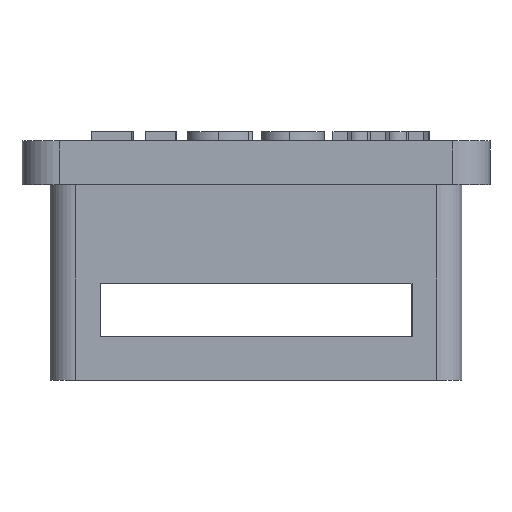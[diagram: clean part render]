
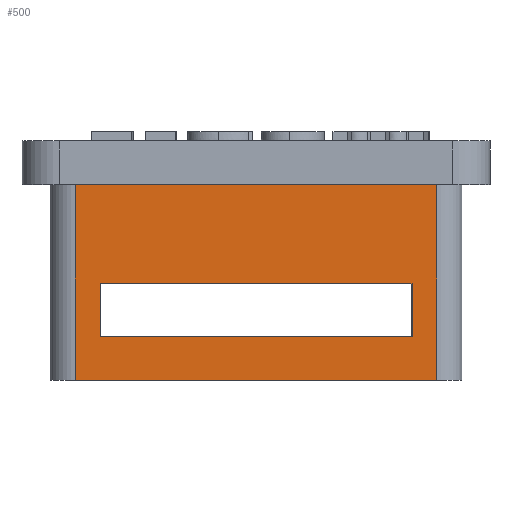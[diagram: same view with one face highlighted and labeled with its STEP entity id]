
A CAD part, front view. The second image highlights one B-rep face of the part: STEP entity #500.
In plain terms, the highlighted planar face has unit normal (0, -1, 0).
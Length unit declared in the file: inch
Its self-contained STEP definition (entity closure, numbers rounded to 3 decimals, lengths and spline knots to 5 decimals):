
#195 = VERTEX_POINT ( 'NONE', #1610 ) ;
#203 = EDGE_CURVE ( 'NONE', #459, #586, #1477, .T. ) ;
#280 = VERTEX_POINT ( 'NONE', #1863 ) ;
#360 = EDGE_CURVE ( 'NONE', #280, #195, #1964, .T. ) ;
#393 = EDGE_CURVE ( 'NONE', #195, #495, #1991, .T. ) ;
#451 = ORIENTED_EDGE ( 'NONE', *, *, #552, .T. ) ;
#456 = VERTEX_POINT ( 'NONE', #2160 ) ;
#458 = EDGE_CURVE ( 'NONE', #456, #459, #2156, .T. ) ;
#459 = VERTEX_POINT ( 'NONE', #2164 ) ;
#460 = ORIENTED_EDGE ( 'NONE', *, *, #458, .F. ) ;
#461 = ORIENTED_EDGE ( 'NONE', *, *, #501, .F. ) ;
#462 = EDGE_CURVE ( 'NONE', #586, #526, #2149, .T. ) ;
#484 = ORIENTED_EDGE ( 'NONE', *, *, #393, .T. ) ;
#495 = VERTEX_POINT ( 'NONE', #2231 ) ;
#496 = EDGE_CURVE ( 'NONE', #584, #280, #2227, .T. ) ;
#498 = ORIENTED_EDGE ( 'NONE', *, *, #496, .T. ) ;
#500 = ADVANCED_FACE ( 'NONE', ( #2228, #2223 ), #2222, .F. ) ;
#501 = EDGE_CURVE ( 'NONE', #526, #456, #2218, .T. ) ;
#516 = EDGE_LOOP ( 'NONE', ( #522, #484, #451, #498 ) ) ;
#519 = ORIENTED_EDGE ( 'NONE', *, *, #462, .F. ) ;
#521 = ORIENTED_EDGE ( 'NONE', *, *, #203, .F. ) ;
#522 = ORIENTED_EDGE ( 'NONE', *, *, #360, .T. ) ;
#526 = VERTEX_POINT ( 'NONE', #2101 ) ;
#552 = EDGE_CURVE ( 'NONE', #495, #584, #2413, .T. ) ;
#584 = VERTEX_POINT ( 'NONE', #2359 ) ;
#586 = VERTEX_POINT ( 'NONE', #2311 ) ;
#587 = EDGE_LOOP ( 'NONE', ( #521, #460, #461, #519 ) ) ;
#1470 = DIRECTION ( 'NONE',  ( -1., 0., 0. ) ) ;
#1471 = VECTOR ( 'NONE', #1470, 39.37008 ) ;
#1472 = CARTESIAN_POINT ( 'NONE',  ( 0.25, -0.44, -0.229 ) ) ;
#1477 = LINE ( 'NONE', #1472, #1471 ) ;
#1610 = CARTESIAN_POINT ( 'NONE',  ( -0.29, -0.44, -0.07 ) ) ;
#1863 = CARTESIAN_POINT ( 'NONE',  ( 0.29, -0.44, -0.07 ) ) ;
#1960 = DIRECTION ( 'NONE',  ( -1., 0., 0. ) ) ;
#1961 = VECTOR ( 'NONE', #1960, 39.37008 ) ;
#1963 = CARTESIAN_POINT ( 'NONE',  ( 0.33, -0.44, -0.07 ) ) ;
#1964 = LINE ( 'NONE', #1963, #1961 ) ;
#1988 = DIRECTION ( 'NONE',  ( 0., 0., -1. ) ) ;
#1989 = VECTOR ( 'NONE', #1988, 39.37008 ) ;
#1990 = CARTESIAN_POINT ( 'NONE',  ( -0.29, -0.44, -1.868 ) ) ;
#1991 = LINE ( 'NONE', #1990, #1989 ) ;
#2101 = CARTESIAN_POINT ( 'NONE',  ( -0.25, -0.44, -0.314 ) ) ;
#2149 = LINE ( 'NONE', #2158, #2244 ) ;
#2153 = DIRECTION ( 'NONE',  ( 0., 0., 1. ) ) ;
#2154 = VECTOR ( 'NONE', #2153, 39.37008 ) ;
#2155 = CARTESIAN_POINT ( 'NONE',  ( 0.25, -0.44, -0.229 ) ) ;
#2156 = LINE ( 'NONE', #2155, #2154 ) ;
#2157 = DIRECTION ( 'NONE',  ( 0., 0., -1. ) ) ;
#2158 = CARTESIAN_POINT ( 'NONE',  ( -0.25, -0.44, -0.229 ) ) ;
#2160 = CARTESIAN_POINT ( 'NONE',  ( 0.25, -0.44, -0.314 ) ) ;
#2164 = CARTESIAN_POINT ( 'NONE',  ( 0.25, -0.44, -0.229 ) ) ;
#2208 = DIRECTION ( 'NONE',  ( 1., 0., 0. ) ) ;
#2209 = VECTOR ( 'NONE', #2208, 39.37008 ) ;
#2213 = DIRECTION ( 'NONE',  ( 0., 0., 1. ) ) ;
#2214 = DIRECTION ( 'NONE',  ( 0., 1., 0. ) ) ;
#2215 = CARTESIAN_POINT ( 'NONE',  ( 0.33, -0.44, -1.868 ) ) ;
#2217 = CARTESIAN_POINT ( 'NONE',  ( 0.25, -0.44, -0.314 ) ) ;
#2218 = LINE ( 'NONE', #2217, #2209 ) ;
#2222 = PLANE ( 'NONE',  #2280 ) ;
#2223 = FACE_OUTER_BOUND ( 'NONE', #516, .T. ) ;
#2224 = DIRECTION ( 'NONE',  ( 0., 0., 1. ) ) ;
#2225 = VECTOR ( 'NONE', #2224, 39.37008 ) ;
#2226 = CARTESIAN_POINT ( 'NONE',  ( 0.29, -0.44, -1.868 ) ) ;
#2227 = LINE ( 'NONE', #2226, #2225 ) ;
#2228 = FACE_BOUND ( 'NONE', #587, .T. ) ;
#2231 = CARTESIAN_POINT ( 'NONE',  ( -0.29, -0.44, -0.384 ) ) ;
#2244 = VECTOR ( 'NONE', #2157, 39.37008 ) ;
#2280 = AXIS2_PLACEMENT_3D ( 'NONE', #2215, #2214, #2213 ) ;
#2305 = VECTOR ( 'NONE', #2414, 39.37008 ) ;
#2311 = CARTESIAN_POINT ( 'NONE',  ( -0.25, -0.44, -0.229 ) ) ;
#2359 = CARTESIAN_POINT ( 'NONE',  ( 0.29, -0.44, -0.384 ) ) ;
#2413 = LINE ( 'NONE', #2447, #2305 ) ;
#2414 = DIRECTION ( 'NONE',  ( 1., 0., 0. ) ) ;
#2447 = CARTESIAN_POINT ( 'NONE',  ( 0.33, -0.44, -0.384 ) ) ;
